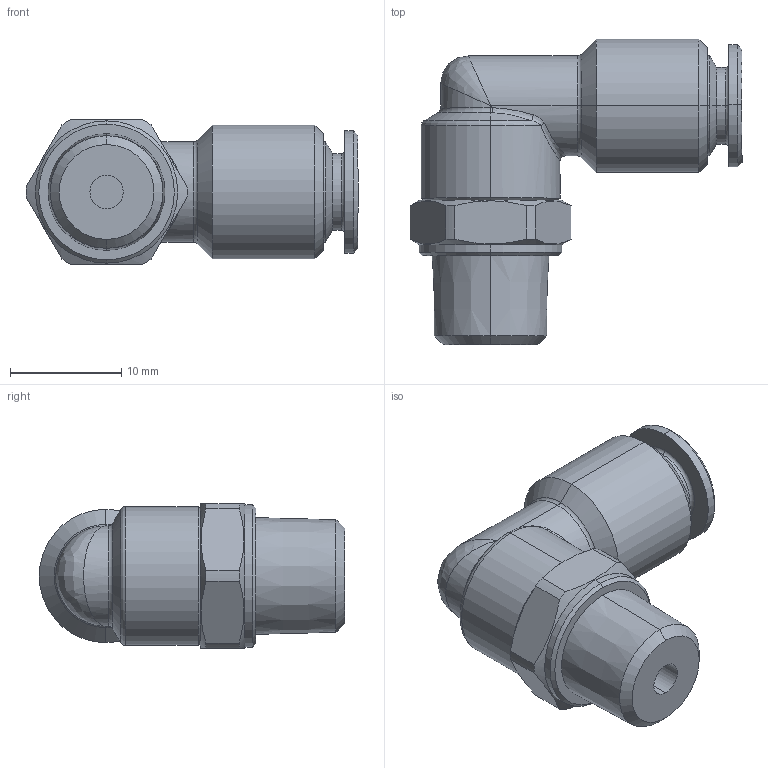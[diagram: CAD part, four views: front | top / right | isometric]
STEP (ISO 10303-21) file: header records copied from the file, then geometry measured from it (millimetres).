
FILE_DESCRIPTION (( 'STEP AP203' ), '1' );
FILE_NAME ('M0050630.STEP', '2010-08-04T14:59:51', ( '' ), ( 'sopra-pneumatic' ), 'SwSTEP 2.0', 'SolidWorks 2009', '' );
FILE_SCHEMA (( 'CONFIG_CONTROL_DESIGN' ));
Length unit declared in the file: millimetre
Products named in the file (1): M0050630
Bounding box: 29.87 x 27.5 x 13 mm (x, y, z)
Volume: 3621.7 mm3; surface area: 2360.1 mm2
Topology: 1 solids, 3 shells, 96 faces, 209 edges, 124 vertices
Faces by surface type: cylinder 32, cone 29, plane 17, torus 10, bspline 6, sphere 2
Entity records: 3890 total; most frequent: CARTESIAN_POINT 1745, DIRECTION 455, ORIENTED_EDGE 414, EDGE_CURVE 207, AXIS2_PLACEMENT_3D 196, VERTEX_POINT 124, CIRCLE 105, EDGE_LOOP 103
